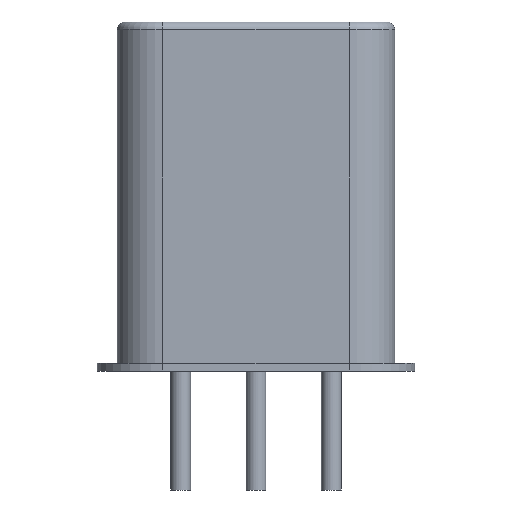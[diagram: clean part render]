
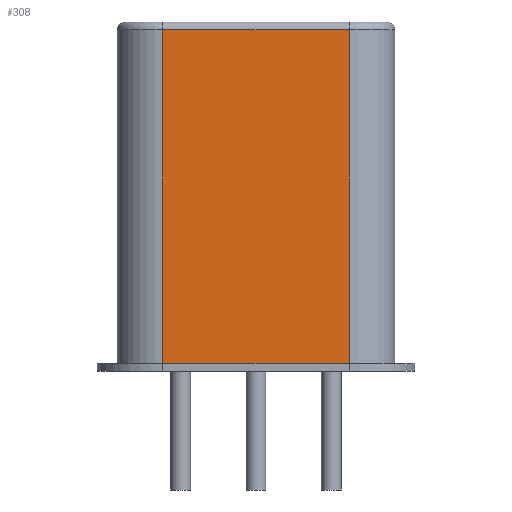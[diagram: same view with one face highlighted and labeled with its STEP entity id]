
A CAD part, front view. The second image highlights one B-rep face of the part: STEP entity #308.
In plain terms, the highlighted planar face has unit normal (0, -1, 0).
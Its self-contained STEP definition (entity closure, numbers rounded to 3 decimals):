
#12=DIRECTION('',(0.,0.,1.));
#26=VECTOR('',#12,1.);
#32=VECTOR('',#33,1.);
#33=DIRECTION('',(1.,0.,0.));
#103=VECTOR('',#104,1.);
#104=DIRECTION('',(-1.,0.,0.));
#122=CARTESIAN_POINT('',(4.25,-1.15,0.1));
#126=CARTESIAN_POINT('',(-0.45,-1.15,0.1));
#178=VERTEX_POINT('',#179);
#179=CARTESIAN_POINT('',(4.25,-1.15,0.3));
#181=EDGE_CURVE('',#182,#178,#184,.T.);
#182=VERTEX_POINT('',#183);
#183=CARTESIAN_POINT('',(-0.45,-1.15,0.3));
#184=LINE('',#185,#32);
#185=CARTESIAN_POINT('',(1.9,-1.15,0.3));
#219=DIRECTION('',(0.,-1.,0.));
#299=VERTEX_POINT('',#300);
#300=CARTESIAN_POINT('',(-0.45,-1.15,8.7));
#305=ORIENTED_EDGE('',*,*,#306,.F.);
#306=EDGE_CURVE('',#182,#299,#307,.T.);
#307=LINE('',#126,#26);
#308=ADVANCED_FACE('',(#309),#320,.T.);
#309=FACE_BOUND('',#310,.T.);
#310=EDGE_LOOP('',(#311,#312,#317,#305));
#311=ORIENTED_EDGE('',*,*,#181,.T.);
#312=ORIENTED_EDGE('',*,*,#313,.T.);
#313=EDGE_CURVE('',#178,#314,#316,.T.);
#314=VERTEX_POINT('',#315);
#315=CARTESIAN_POINT('',(4.25,-1.15,8.7));
#316=LINE('',#122,#26);
#317=ORIENTED_EDGE('',*,*,#318,.T.);
#318=EDGE_CURVE('',#314,#299,#319,.T.);
#319=LINE('',#315,#103);
#320=PLANE('',#321);
#321=AXIS2_PLACEMENT_3D('',#122,#219,#104);
